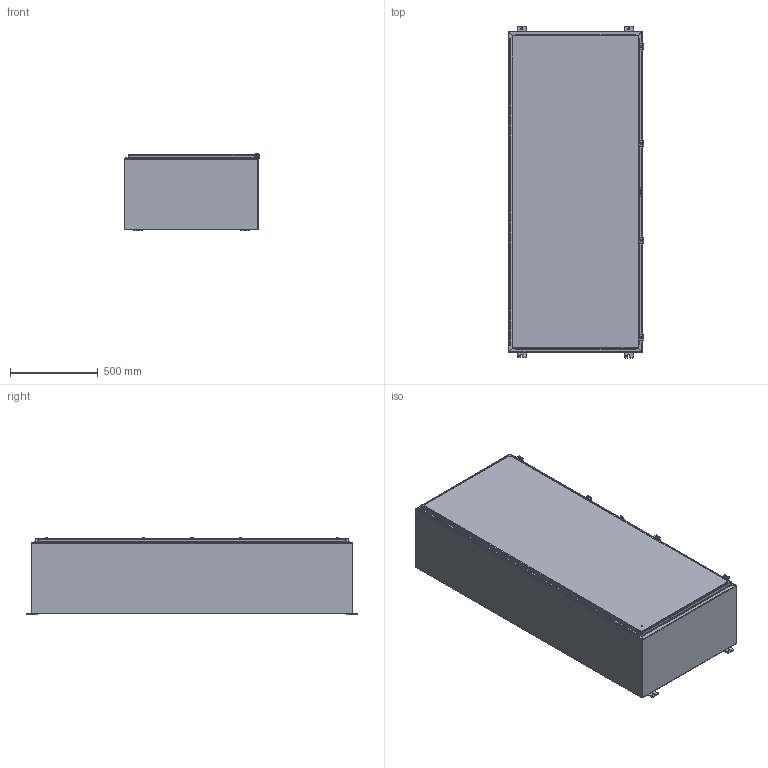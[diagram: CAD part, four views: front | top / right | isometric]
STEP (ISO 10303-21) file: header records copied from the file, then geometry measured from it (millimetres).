
FILE_DESCRIPTION((''),'2;1');
FILE_NAME('N12723016.stp','2012-02-20T15:57:46',('dnichola'),(''),'Autodesk Inventor 2012','Autodesk Inventor 2012','');
FILE_SCHEMA(('AUTOMOTIVE_DESIGN { 1 0 10303 214 1 1 1 1 }'));
Length unit declared in the file: inch
Products named in the file (20): N12723016; 34840; 38413; N123016TB; N12723016BLR; 70x28; 38846; 3293; N127230LID; 30823; 30824; 30824-1; HFW30825-2; HFW30825-3; HFW30825-4; 3889; HSSN1300W68; HSSN1300W68T; HSSN1300W68L; HSSN1300W68P
Assembly tree (34 placements, depth 3):
  N12723016
    34840  x4
    38413
    N123016TB  x2
    N12723016BLR
    70x28
    38846
    3293
    N127230LID
    30823  x4
    30824  x4
      30824-1
      HFW30825-2
      HFW30825-3
      HFW30825-4
    3889  x6
    HSSN1300W68
      HSSN1300W68T
      HSSN1300W68L
      HSSN1300W68P
Bounding box: 769.89 x 1892.3 x 442.22 mm (x, y, z)
Volume: 10313997.3 mm3; surface area: 10805593.4 mm2
Topology: 41 solids, 41 shells, 1564 faces, 4193 edges, 2735 vertices
Faces by surface type: plane 927, cylinder 496, bspline 83, sphere 24, torus 18, cone 16
Full cylindrical faces by diameter (mm): 2.794 x6, 3.048 x1, 3.967 x1, 5.359 x4, 6.35 x5, 7.137 x4, 7.95 x4, 8.382 x12, 8.56 x1, 8.89 x4, 11.125 x4, 12.7 x5, 13.208 x4, 15.875 x6
Entity records: 38100 total; most frequent: CARTESIAN_POINT 8500, ORIENTED_EDGE 5912, DIRECTION 5836, EDGE_CURVE 2956, VECTOR 2104, LINE 2104, VERTEX_POINT 1948, AXIS2_PLACEMENT_3D 1866
